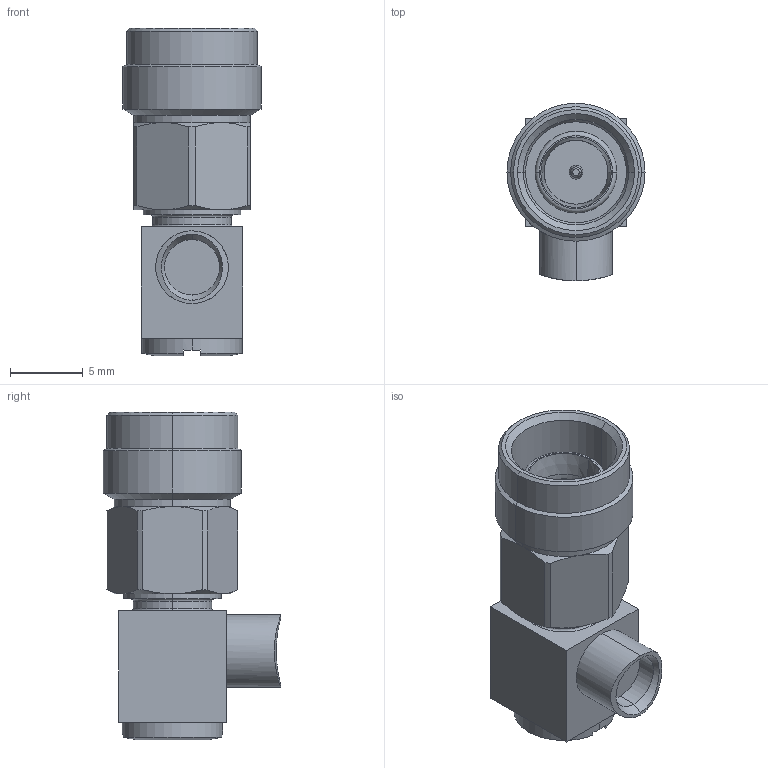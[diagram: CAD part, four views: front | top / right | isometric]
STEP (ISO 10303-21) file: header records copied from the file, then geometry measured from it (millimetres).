
FILE_DESCRIPTION (( 'STEP AP214' ), '1' );
FILE_NAME ('J01480A0005.STEP', '2020-02-19T08:35:16', ( '' ), ( '' ), 'SwSTEP 2.0', 'SolidWorks 2018', '' );
FILE_SCHEMA (( 'AUTOMOTIVE_DESIGN' ));
Length unit declared in the file: millimetre
Products named in the file (1): J01480A0005
Bounding box: 9.5 x 12.2 x 22.55 mm (x, y, z)
Volume: 1089 mm3; surface area: 1078.6 mm2
Topology: 1 solids, 1 shells, 98 faces, 212 edges, 126 vertices
Faces by surface type: cylinder 34, cone 30, plane 24, torus 10
Entity records: 3903 total; most frequent: CARTESIAN_POINT 681, DIRECTION 478, ORIENTED_EDGE 424, EDGE_CURVE 212, AXIS2_PLACEMENT_3D 203, VERTEX_POINT 126, EDGE_LOOP 108, CIRCLE 104
